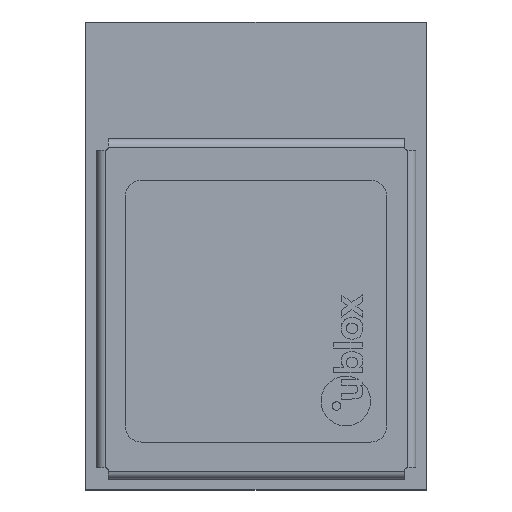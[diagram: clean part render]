
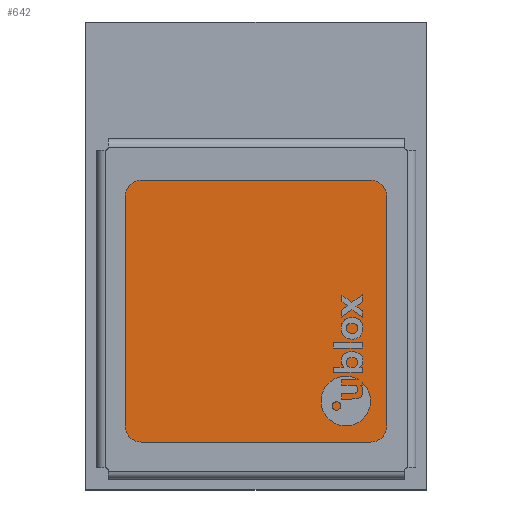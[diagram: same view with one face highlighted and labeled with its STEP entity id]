
A CAD part, top view. The second image highlights one B-rep face of the part: STEP entity #642.
In plain terms, the highlighted planar face has unit normal (0, 0, 1).
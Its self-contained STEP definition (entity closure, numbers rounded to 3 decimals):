
#486 = EDGE_CURVE('',#487,#489,#491,.T.);
#487 = VERTEX_POINT('',#488);
#488 = CARTESIAN_POINT('',(4.,-3.5,0.1));
#489 = VERTEX_POINT('',#490);
#490 = CARTESIAN_POINT('',(4.,3.5,0.1));
#491 = LINE('',#492,#493);
#492 = CARTESIAN_POINT('',(4.,4.,0.1));
#493 = VECTOR('',#494,1.);
#494 = DIRECTION('',(0.,1.,0.));
#537 = VERTEX_POINT('',#538);
#538 = CARTESIAN_POINT('',(-3.5,4.,0.1));
#544 = EDGE_CURVE('',#545,#537,#547,.T.);
#545 = VERTEX_POINT('',#546);
#546 = CARTESIAN_POINT('',(3.5,4.,0.1));
#547 = LINE('',#548,#549);
#548 = CARTESIAN_POINT('',(-4.,4.,0.1));
#549 = VECTOR('',#550,1.);
#550 = DIRECTION('',(-1.,0.,0.));
#577 = VERTEX_POINT('',#578);
#578 = CARTESIAN_POINT('',(-4.,-3.5,0.1));
#584 = EDGE_CURVE('',#585,#577,#587,.T.);
#585 = VERTEX_POINT('',#586);
#586 = CARTESIAN_POINT('',(-4.,3.5,0.1));
#587 = LINE('',#588,#589);
#588 = CARTESIAN_POINT('',(-4.,4.,0.1));
#589 = VECTOR('',#590,1.);
#590 = DIRECTION('',(0.,-1.,0.));
#606 = EDGE_CURVE('',#607,#609,#611,.T.);
#607 = VERTEX_POINT('',#608);
#608 = CARTESIAN_POINT('',(-3.5,-4.,0.1));
#609 = VERTEX_POINT('',#610);
#610 = CARTESIAN_POINT('',(3.5,-4.,0.1));
#611 = LINE('',#612,#613);
#612 = CARTESIAN_POINT('',(-4.,-4.,0.1));
#613 = VECTOR('',#614,1.);
#614 = DIRECTION('',(1.,0.,0.));
#642 = ADVANCED_FACE('',(#643),#677,.T.);
#643 = FACE_BOUND('',#644,.T.);
#644 = EDGE_LOOP('',(#645,#646,#653,#654,#661,#662,#669,#670));
#645 = ORIENTED_EDGE('',*,*,#584,.T.);
#646 = ORIENTED_EDGE('',*,*,#647,.T.);
#647 = EDGE_CURVE('',#577,#607,#648,.T.);
#648 = CIRCLE('',#649,0.5);
#649 = AXIS2_PLACEMENT_3D('',#650,#651,#652);
#650 = CARTESIAN_POINT('',(-3.5,-3.5,0.1));
#651 = DIRECTION('',(0.,0.,1.));
#652 = DIRECTION('',(1.,0.,0.));
#653 = ORIENTED_EDGE('',*,*,#606,.T.);
#654 = ORIENTED_EDGE('',*,*,#655,.T.);
#655 = EDGE_CURVE('',#609,#487,#656,.T.);
#656 = CIRCLE('',#657,0.5);
#657 = AXIS2_PLACEMENT_3D('',#658,#659,#660);
#658 = CARTESIAN_POINT('',(3.5,-3.5,0.1));
#659 = DIRECTION('',(0.,0.,1.));
#660 = DIRECTION('',(1.,0.,0.));
#661 = ORIENTED_EDGE('',*,*,#486,.T.);
#662 = ORIENTED_EDGE('',*,*,#663,.T.);
#663 = EDGE_CURVE('',#489,#545,#664,.T.);
#664 = CIRCLE('',#665,0.5);
#665 = AXIS2_PLACEMENT_3D('',#666,#667,#668);
#666 = CARTESIAN_POINT('',(3.5,3.5,0.1));
#667 = DIRECTION('',(0.,0.,1.));
#668 = DIRECTION('',(1.,0.,0.));
#669 = ORIENTED_EDGE('',*,*,#544,.T.);
#670 = ORIENTED_EDGE('',*,*,#671,.T.);
#671 = EDGE_CURVE('',#537,#585,#672,.T.);
#672 = CIRCLE('',#673,0.5);
#673 = AXIS2_PLACEMENT_3D('',#674,#675,#676);
#674 = CARTESIAN_POINT('',(-3.5,3.5,0.1));
#675 = DIRECTION('',(0.,0.,1.));
#676 = DIRECTION('',(1.,0.,0.));
#677 = PLANE('',#678);
#678 = AXIS2_PLACEMENT_3D('',#679,#680,#681);
#679 = CARTESIAN_POINT('',(0.,0.,0.1));
#680 = DIRECTION('',(0.,0.,1.));
#681 = DIRECTION('',(1.,0.,0.));
